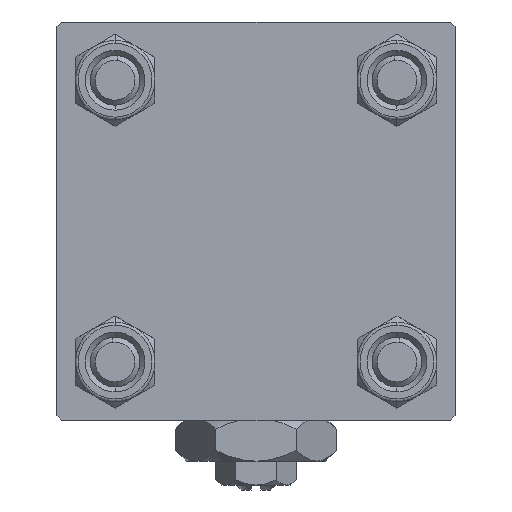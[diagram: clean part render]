
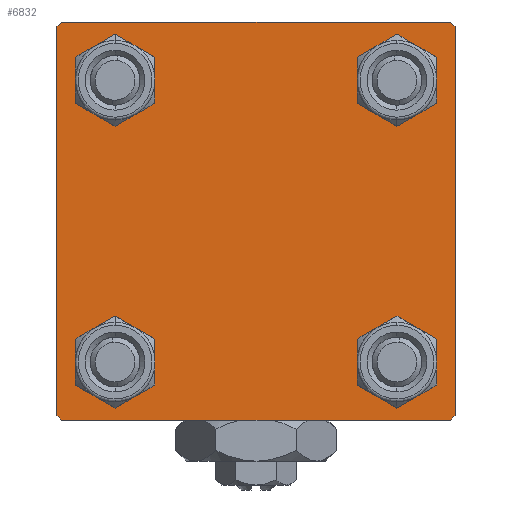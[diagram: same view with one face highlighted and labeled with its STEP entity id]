
A CAD part, left-side view. The second image highlights one B-rep face of the part: STEP entity #6832.
In plain terms, the highlighted planar face has unit normal (-1, 0, 0).
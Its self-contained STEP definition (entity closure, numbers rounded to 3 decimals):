
#114 = DIRECTION ( 'NONE',  ( 0., 0., -1. ) ) ;
#137 = ORIENTED_EDGE ( 'NONE', *, *, #22819, .T. ) ;
#278 = DIRECTION ( 'NONE',  ( 1., 0., 0. ) ) ;
#900 = CIRCLE ( 'NONE', #37703, 3. ) ;
#1084 = EDGE_CURVE ( 'NONE', #22376, #37061, #6675, .T. ) ;
#1106 = CARTESIAN_POINT ( 'NONE',  ( 0., -14.15, 14.15 ) ) ;
#1156 = DIRECTION ( 'NONE',  ( 0., 0., 1. ) ) ;
#1578 = LINE ( 'NONE', #17540, #16249 ) ;
#1777 = LINE ( 'NONE', #44984, #17296 ) ;
#3860 = EDGE_LOOP ( 'NONE', ( #47030, #137 ) ) ;
#3991 = CARTESIAN_POINT ( 'NONE',  ( 0., 20., 20. ) ) ;
#4230 = VERTEX_POINT ( 'NONE', #27095 ) ;
#4299 = CARTESIAN_POINT ( 'NONE',  ( 0., 20., 19.5 ) ) ;
#4432 = AXIS2_PLACEMENT_3D ( 'NONE', #4883, #36839, #1156 ) ;
#4587 = DIRECTION ( 'NONE',  ( 0., -0.707, 0.707 ) ) ;
#4676 = ORIENTED_EDGE ( 'NONE', *, *, #11658, .T. ) ;
#4883 = CARTESIAN_POINT ( 'NONE',  ( 0., 14.15, -14.15 ) ) ;
#5226 = DIRECTION ( 'NONE',  ( 0., -1., 0. ) ) ;
#5266 = EDGE_CURVE ( 'NONE', #39819, #16513, #900, .T. ) ;
#5761 = VECTOR ( 'NONE', #49884, 1000. ) ;
#5853 = CARTESIAN_POINT ( 'NONE',  ( 0., -19.5, 20. ) ) ;
#5876 = LINE ( 'NONE', #41510, #5761 ) ;
#5888 = ORIENTED_EDGE ( 'NONE', *, *, #14611, .T. ) ;
#5941 = CIRCLE ( 'NONE', #45270, 3. ) ;
#6607 = VERTEX_POINT ( 'NONE', #12808 ) ;
#6675 = LINE ( 'NONE', #51182, #22153 ) ;
#6832 = ADVANCED_FACE ( 'NONE', ( #31389, #23267, #11712, #11212, #47605 ), #15133, .T. ) ;
#7567 = ORIENTED_EDGE ( 'NONE', *, *, #14791, .F. ) ;
#7776 = ORIENTED_EDGE ( 'NONE', *, *, #19360, .T. ) ;
#7808 = VERTEX_POINT ( 'NONE', #33718 ) ;
#9283 = CARTESIAN_POINT ( 'NONE',  ( 0., 20., -19.5 ) ) ;
#10100 = VERTEX_POINT ( 'NONE', #35194 ) ;
#10133 = DIRECTION ( 'NONE',  ( 1., 0., 0. ) ) ;
#10153 = DIRECTION ( 'NONE',  ( 1., 0., 0. ) ) ;
#10240 = EDGE_CURVE ( 'NONE', #16513, #39819, #16138, .T. ) ;
#11212 = FACE_BOUND ( 'NONE', #3860, .T. ) ;
#11360 = VERTEX_POINT ( 'NONE', #13344 ) ;
#11658 = EDGE_CURVE ( 'NONE', #37061, #6607, #20884, .T. ) ;
#11712 = FACE_BOUND ( 'NONE', #15587, .T. ) ;
#12282 = CIRCLE ( 'NONE', #41576, 3. ) ;
#12387 = EDGE_LOOP ( 'NONE', ( #37593, #14509 ) ) ;
#12808 = CARTESIAN_POINT ( 'NONE',  ( 0., 19.5, -20. ) ) ;
#13344 = CARTESIAN_POINT ( 'NONE',  ( 0., 14.15, -17.15 ) ) ;
#14396 = DIRECTION ( 'NONE',  ( 0., 0., 1. ) ) ;
#14509 = ORIENTED_EDGE ( 'NONE', *, *, #16904, .T. ) ;
#14611 = EDGE_CURVE ( 'NONE', #11360, #10100, #17842, .T. ) ;
#14729 = DIRECTION ( 'NONE',  ( 0., 0., 1. ) ) ;
#14791 = EDGE_CURVE ( 'NONE', #40119, #35713, #43294, .T. ) ;
#14829 = ORIENTED_EDGE ( 'NONE', *, *, #5266, .T. ) ;
#15133 = PLANE ( 'NONE',  #42787 ) ;
#15208 = DIRECTION ( 'NONE',  ( 0., 0., 1. ) ) ;
#15587 = EDGE_LOOP ( 'NONE', ( #26838, #5888 ) ) ;
#16138 = CIRCLE ( 'NONE', #47930, 3. ) ;
#16249 = VECTOR ( 'NONE', #5226, 1000. ) ;
#16513 = VERTEX_POINT ( 'NONE', #17469 ) ;
#16904 = EDGE_CURVE ( 'NONE', #29401, #45144, #35489, .T. ) ;
#17003 = EDGE_CURVE ( 'NONE', #6607, #28268, #1578, .T. ) ;
#17296 = VECTOR ( 'NONE', #33466, 1000. ) ;
#17469 = CARTESIAN_POINT ( 'NONE',  ( 0., -14.15, 11.15 ) ) ;
#17540 = CARTESIAN_POINT ( 'NONE',  ( 0., 20., -20. ) ) ;
#17842 = CIRCLE ( 'NONE', #4432, 3. ) ;
#18030 = VECTOR ( 'NONE', #4587, 1000. ) ;
#18919 = CARTESIAN_POINT ( 'NONE',  ( 0., -14.15, 14.15 ) ) ;
#19315 = DIRECTION ( 'NONE',  ( 0., 0., 1. ) ) ;
#19360 = EDGE_CURVE ( 'NONE', #28268, #7808, #40472, .T. ) ;
#20884 = LINE ( 'NONE', #44728, #21927 ) ;
#21927 = VECTOR ( 'NONE', #24052, 1000. ) ;
#22153 = VECTOR ( 'NONE', #31295, 1000. ) ;
#22376 = VERTEX_POINT ( 'NONE', #4299 ) ;
#22560 = CARTESIAN_POINT ( 'NONE',  ( 0., 14.15, 14.15 ) ) ;
#22819 = EDGE_CURVE ( 'NONE', #31167, #28254, #40736, .T. ) ;
#23267 = FACE_BOUND ( 'NONE', #12387, .T. ) ;
#23512 = CARTESIAN_POINT ( 'NONE',  ( 0., 0., 0. ) ) ;
#24052 = DIRECTION ( 'NONE',  ( 0., -0.707, -0.707 ) ) ;
#24519 = VECTOR ( 'NONE', #50888, 1000. ) ;
#25038 = CARTESIAN_POINT ( 'NONE',  ( 0., 19.5, 20. ) ) ;
#25109 = ORIENTED_EDGE ( 'NONE', *, *, #1084, .T. ) ;
#26119 = EDGE_CURVE ( 'NONE', #40119, #22376, #1777, .T. ) ;
#26126 = EDGE_CURVE ( 'NONE', #28254, #31167, #12282, .T. ) ;
#26838 = ORIENTED_EDGE ( 'NONE', *, *, #38691, .T. ) ;
#27095 = CARTESIAN_POINT ( 'NONE',  ( 0., -20., 19.5 ) ) ;
#28168 = EDGE_CURVE ( 'NONE', #45144, #29401, #36584, .T. ) ;
#28254 = VERTEX_POINT ( 'NONE', #31866 ) ;
#28268 = VERTEX_POINT ( 'NONE', #43396 ) ;
#29401 = VERTEX_POINT ( 'NONE', #46164 ) ;
#29956 = CARTESIAN_POINT ( 'NONE',  ( 0., -14.15, 17.15 ) ) ;
#30653 = DIRECTION ( 'NONE',  ( 1., 0., 0. ) ) ;
#30711 = AXIS2_PLACEMENT_3D ( 'NONE', #22560, #33317, #49278 ) ;
#31133 = DIRECTION ( 'NONE',  ( -1., 0., 0. ) ) ;
#31167 = VERTEX_POINT ( 'NONE', #46477 ) ;
#31295 = DIRECTION ( 'NONE',  ( 0., 0., -1. ) ) ;
#31389 = FACE_BOUND ( 'NONE', #43623, .T. ) ;
#31866 = CARTESIAN_POINT ( 'NONE',  ( 0., 14.15, 17.15 ) ) ;
#32031 = DIRECTION ( 'NONE',  ( 0., 0., 1. ) ) ;
#32379 = CARTESIAN_POINT ( 'NONE',  ( 0., -19.75, -19.75 ) ) ;
#32657 = EDGE_CURVE ( 'NONE', #4230, #35713, #5876, .T. ) ;
#33072 = DIRECTION ( 'NONE',  ( 1., 0., 0. ) ) ;
#33317 = DIRECTION ( 'NONE',  ( 1., 0., 0. ) ) ;
#33466 = DIRECTION ( 'NONE',  ( 0., 0.707, -0.707 ) ) ;
#33718 = CARTESIAN_POINT ( 'NONE',  ( 0., -20., -19.5 ) ) ;
#34019 = DIRECTION ( 'NONE',  ( 0., 0., 1. ) ) ;
#35139 = CARTESIAN_POINT ( 'NONE',  ( 0., -14.15, -14.15 ) ) ;
#35194 = CARTESIAN_POINT ( 'NONE',  ( 0., 14.15, -11.15 ) ) ;
#35489 = CIRCLE ( 'NONE', #42185, 3. ) ;
#35572 = EDGE_CURVE ( 'NONE', #4230, #7808, #36250, .T. ) ;
#35713 = VERTEX_POINT ( 'NONE', #5853 ) ;
#35992 = CARTESIAN_POINT ( 'NONE',  ( 0., -20., 20. ) ) ;
#36250 = LINE ( 'NONE', #35992, #49313 ) ;
#36483 = ORIENTED_EDGE ( 'NONE', *, *, #10240, .T. ) ;
#36584 = CIRCLE ( 'NONE', #42437, 3. ) ;
#36839 = DIRECTION ( 'NONE',  ( 1., 0., 0. ) ) ;
#37061 = VERTEX_POINT ( 'NONE', #9283 ) ;
#37439 = EDGE_LOOP ( 'NONE', ( #25109, #4676, #38312, #7776, #39496, #37862, #7567, #46057 ) ) ;
#37593 = ORIENTED_EDGE ( 'NONE', *, *, #28168, .T. ) ;
#37703 = AXIS2_PLACEMENT_3D ( 'NONE', #18919, #45921, #14729 ) ;
#37862 = ORIENTED_EDGE ( 'NONE', *, *, #32657, .T. ) ;
#38312 = ORIENTED_EDGE ( 'NONE', *, *, #17003, .T. ) ;
#38691 = EDGE_CURVE ( 'NONE', #10100, #11360, #5941, .T. ) ;
#39496 = ORIENTED_EDGE ( 'NONE', *, *, #35572, .F. ) ;
#39819 = VERTEX_POINT ( 'NONE', #29956 ) ;
#40119 = VERTEX_POINT ( 'NONE', #25038 ) ;
#40472 = LINE ( 'NONE', #32379, #18030 ) ;
#40736 = CIRCLE ( 'NONE', #30711, 3. ) ;
#41510 = CARTESIAN_POINT ( 'NONE',  ( 0., -19.75, 19.75 ) ) ;
#41576 = AXIS2_PLACEMENT_3D ( 'NONE', #45506, #10133, #46029 ) ;
#42185 = AXIS2_PLACEMENT_3D ( 'NONE', #35139, #278, #15208 ) ;
#42437 = AXIS2_PLACEMENT_3D ( 'NONE', #50229, #10153, #34019 ) ;
#42787 = AXIS2_PLACEMENT_3D ( 'NONE', #23512, #31133, #19315 ) ;
#43294 = LINE ( 'NONE', #3991, #24519 ) ;
#43396 = CARTESIAN_POINT ( 'NONE',  ( 0., -19.5, -20. ) ) ;
#43623 = EDGE_LOOP ( 'NONE', ( #14829, #36483 ) ) ;
#44728 = CARTESIAN_POINT ( 'NONE',  ( 0., 19.75, -19.75 ) ) ;
#44984 = CARTESIAN_POINT ( 'NONE',  ( 0., 19.75, 19.75 ) ) ;
#45144 = VERTEX_POINT ( 'NONE', #51801 ) ;
#45270 = AXIS2_PLACEMENT_3D ( 'NONE', #45582, #30653, #14396 ) ;
#45506 = CARTESIAN_POINT ( 'NONE',  ( 0., 14.15, 14.15 ) ) ;
#45582 = CARTESIAN_POINT ( 'NONE',  ( 0., 14.15, -14.15 ) ) ;
#45921 = DIRECTION ( 'NONE',  ( 1., 0., 0. ) ) ;
#46029 = DIRECTION ( 'NONE',  ( 0., 0., 1. ) ) ;
#46057 = ORIENTED_EDGE ( 'NONE', *, *, #26119, .T. ) ;
#46164 = CARTESIAN_POINT ( 'NONE',  ( 0., -14.15, -17.15 ) ) ;
#46477 = CARTESIAN_POINT ( 'NONE',  ( 0., 14.15, 11.15 ) ) ;
#47030 = ORIENTED_EDGE ( 'NONE', *, *, #26126, .T. ) ;
#47605 = FACE_OUTER_BOUND ( 'NONE', #37439, .T. ) ;
#47930 = AXIS2_PLACEMENT_3D ( 'NONE', #1106, #33072, #32031 ) ;
#49278 = DIRECTION ( 'NONE',  ( 0., 0., 1. ) ) ;
#49313 = VECTOR ( 'NONE', #114, 1000. ) ;
#49884 = DIRECTION ( 'NONE',  ( 0., 0.707, 0.707 ) ) ;
#50229 = CARTESIAN_POINT ( 'NONE',  ( 0., -14.15, -14.15 ) ) ;
#50888 = DIRECTION ( 'NONE',  ( 0., -1., 0. ) ) ;
#51182 = CARTESIAN_POINT ( 'NONE',  ( 0., 20., 20. ) ) ;
#51801 = CARTESIAN_POINT ( 'NONE',  ( 0., -14.15, -11.15 ) ) ;
